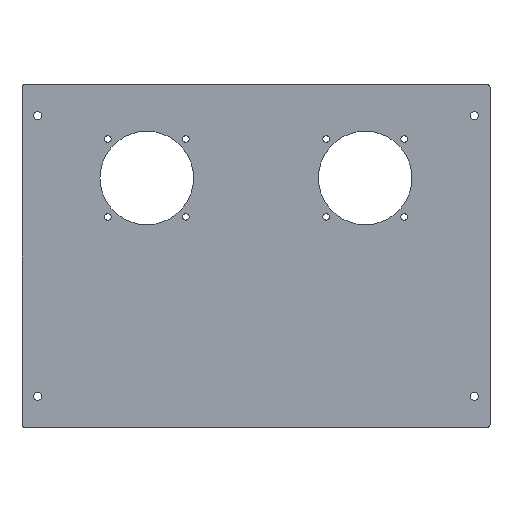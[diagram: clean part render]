
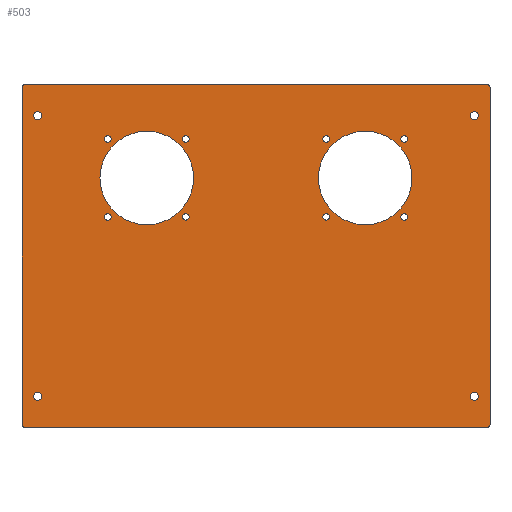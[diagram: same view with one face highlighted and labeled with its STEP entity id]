
A CAD part, top view. The second image highlights one B-rep face of the part: STEP entity #503.
In plain terms, the highlighted planar face has unit normal (0, 0, 1).
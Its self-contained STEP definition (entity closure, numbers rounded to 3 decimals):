
#15=FACE_BOUND('',#96,.T.);
#16=FACE_BOUND('',#97,.T.);
#17=FACE_BOUND('',#98,.T.);
#18=FACE_BOUND('',#99,.T.);
#19=FACE_BOUND('',#100,.T.);
#20=FACE_BOUND('',#101,.T.);
#21=FACE_BOUND('',#102,.T.);
#22=FACE_BOUND('',#103,.T.);
#23=FACE_BOUND('',#104,.T.);
#24=FACE_BOUND('',#105,.T.);
#25=FACE_BOUND('',#106,.T.);
#26=FACE_BOUND('',#107,.T.);
#27=FACE_BOUND('',#108,.T.);
#28=FACE_BOUND('',#109,.T.);
#47=PLANE('',#577);
#71=FACE_OUTER_BOUND('',#95,.T.);
#95=EDGE_LOOP('',(#419,#420,#421,#422,#423,#424,#425,#426));
#96=EDGE_LOOP('',(#427));
#97=EDGE_LOOP('',(#428));
#98=EDGE_LOOP('',(#429));
#99=EDGE_LOOP('',(#430));
#100=EDGE_LOOP('',(#431));
#101=EDGE_LOOP('',(#432));
#102=EDGE_LOOP('',(#433));
#103=EDGE_LOOP('',(#434));
#104=EDGE_LOOP('',(#435));
#105=EDGE_LOOP('',(#436));
#106=EDGE_LOOP('',(#437));
#107=EDGE_LOOP('',(#438));
#108=EDGE_LOOP('',(#439));
#109=EDGE_LOOP('',(#440));
#141=LINE('',#823,#171);
#145=LINE('',#835,#175);
#149=LINE('',#847,#179);
#153=LINE('',#859,#183);
#171=VECTOR('',#683,10.);
#175=VECTOR('',#695,10.);
#179=VECTOR('',#707,10.);
#183=VECTOR('',#719,10.);
#186=CIRCLE('',#521,2.1);
#188=CIRCLE('',#524,2.1);
#190=CIRCLE('',#527,2.1);
#192=CIRCLE('',#530,2.1);
#194=CIRCLE('',#533,2.1);
#196=CIRCLE('',#536,2.1);
#198=CIRCLE('',#539,2.1);
#200=CIRCLE('',#542,2.1);
#202=CIRCLE('',#545,2.6);
#204=CIRCLE('',#548,2.6);
#206=CIRCLE('',#551,2.6);
#208=CIRCLE('',#554,2.6);
#209=CIRCLE('',#556,30.);
#211=CIRCLE('',#559,30.);
#214=CIRCLE('',#564,2.);
#216=CIRCLE('',#568,2.);
#218=CIRCLE('',#572,2.);
#220=CIRCLE('',#576,2.);
#222=VERTEX_POINT('',#735);
#224=VERTEX_POINT('',#741);
#226=VERTEX_POINT('',#747);
#228=VERTEX_POINT('',#753);
#230=VERTEX_POINT('',#759);
#232=VERTEX_POINT('',#765);
#234=VERTEX_POINT('',#771);
#236=VERTEX_POINT('',#777);
#238=VERTEX_POINT('',#783);
#240=VERTEX_POINT('',#789);
#242=VERTEX_POINT('',#795);
#244=VERTEX_POINT('',#801);
#245=VERTEX_POINT('',#805);
#247=VERTEX_POINT('',#811);
#251=VERTEX_POINT('',#820);
#252=VERTEX_POINT('',#822);
#254=VERTEX_POINT('',#828);
#256=VERTEX_POINT('',#834);
#258=VERTEX_POINT('',#840);
#260=VERTEX_POINT('',#846);
#262=VERTEX_POINT('',#852);
#264=VERTEX_POINT('',#858);
#267=EDGE_CURVE('',#222,#222,#186,.T.);
#270=EDGE_CURVE('',#224,#224,#188,.T.);
#273=EDGE_CURVE('',#226,#226,#190,.T.);
#276=EDGE_CURVE('',#228,#228,#192,.T.);
#279=EDGE_CURVE('',#230,#230,#194,.T.);
#282=EDGE_CURVE('',#232,#232,#196,.T.);
#285=EDGE_CURVE('',#234,#234,#198,.T.);
#288=EDGE_CURVE('',#236,#236,#200,.T.);
#291=EDGE_CURVE('',#238,#238,#202,.T.);
#294=EDGE_CURVE('',#240,#240,#204,.T.);
#297=EDGE_CURVE('',#242,#242,#206,.T.);
#300=EDGE_CURVE('',#244,#244,#208,.T.);
#301=EDGE_CURVE('',#245,#245,#209,.T.);
#304=EDGE_CURVE('',#247,#247,#211,.T.);
#309=EDGE_CURVE('',#252,#251,#141,.T.);
#312=EDGE_CURVE('',#254,#252,#214,.T.);
#315=EDGE_CURVE('',#256,#254,#145,.T.);
#318=EDGE_CURVE('',#258,#256,#216,.T.);
#321=EDGE_CURVE('',#260,#258,#149,.T.);
#324=EDGE_CURVE('',#262,#260,#218,.T.);
#327=EDGE_CURVE('',#264,#262,#153,.T.);
#330=EDGE_CURVE('',#251,#264,#220,.T.);
#419=ORIENTED_EDGE('',*,*,#330,.T.);
#420=ORIENTED_EDGE('',*,*,#327,.T.);
#421=ORIENTED_EDGE('',*,*,#324,.T.);
#422=ORIENTED_EDGE('',*,*,#321,.T.);
#423=ORIENTED_EDGE('',*,*,#318,.T.);
#424=ORIENTED_EDGE('',*,*,#315,.T.);
#425=ORIENTED_EDGE('',*,*,#312,.T.);
#426=ORIENTED_EDGE('',*,*,#309,.T.);
#427=ORIENTED_EDGE('',*,*,#267,.T.);
#428=ORIENTED_EDGE('',*,*,#270,.T.);
#429=ORIENTED_EDGE('',*,*,#273,.T.);
#430=ORIENTED_EDGE('',*,*,#276,.T.);
#431=ORIENTED_EDGE('',*,*,#279,.T.);
#432=ORIENTED_EDGE('',*,*,#282,.T.);
#433=ORIENTED_EDGE('',*,*,#285,.T.);
#434=ORIENTED_EDGE('',*,*,#288,.T.);
#435=ORIENTED_EDGE('',*,*,#291,.T.);
#436=ORIENTED_EDGE('',*,*,#294,.T.);
#437=ORIENTED_EDGE('',*,*,#297,.T.);
#438=ORIENTED_EDGE('',*,*,#300,.T.);
#439=ORIENTED_EDGE('',*,*,#304,.T.);
#440=ORIENTED_EDGE('',*,*,#301,.T.);
#503=ADVANCED_FACE('',(#71,#15,#16,#17,#18,#19,#20,#21,#22,#23,#24,#25,
#26,#27,#28),#47,.T.);
#521=AXIS2_PLACEMENT_3D('',#737,#586,#587);
#524=AXIS2_PLACEMENT_3D('',#743,#593,#594);
#527=AXIS2_PLACEMENT_3D('',#749,#600,#601);
#530=AXIS2_PLACEMENT_3D('',#755,#607,#608);
#533=AXIS2_PLACEMENT_3D('',#761,#614,#615);
#536=AXIS2_PLACEMENT_3D('',#767,#621,#622);
#539=AXIS2_PLACEMENT_3D('',#773,#628,#629);
#542=AXIS2_PLACEMENT_3D('',#779,#635,#636);
#545=AXIS2_PLACEMENT_3D('',#785,#642,#643);
#548=AXIS2_PLACEMENT_3D('',#791,#649,#650);
#551=AXIS2_PLACEMENT_3D('',#797,#656,#657);
#554=AXIS2_PLACEMENT_3D('',#803,#663,#664);
#556=AXIS2_PLACEMENT_3D('',#806,#667,#668);
#559=AXIS2_PLACEMENT_3D('',#812,#674,#675);
#564=AXIS2_PLACEMENT_3D('',#829,#689,#690);
#568=AXIS2_PLACEMENT_3D('',#841,#701,#702);
#572=AXIS2_PLACEMENT_3D('',#853,#713,#714);
#576=AXIS2_PLACEMENT_3D('',#863,#725,#726);
#577=AXIS2_PLACEMENT_3D('',#864,#727,#728);
#586=DIRECTION('center_axis',(0.,0.,-1.));
#587=DIRECTION('ref_axis',(-1.,0.,0.));
#593=DIRECTION('center_axis',(0.,0.,-1.));
#594=DIRECTION('ref_axis',(-1.,0.,0.));
#600=DIRECTION('center_axis',(0.,0.,-1.));
#601=DIRECTION('ref_axis',(-1.,0.,0.));
#607=DIRECTION('center_axis',(0.,0.,-1.));
#608=DIRECTION('ref_axis',(-1.,0.,0.));
#614=DIRECTION('center_axis',(0.,0.,-1.));
#615=DIRECTION('ref_axis',(-1.,0.,0.));
#621=DIRECTION('center_axis',(0.,0.,-1.));
#622=DIRECTION('ref_axis',(-1.,0.,0.));
#628=DIRECTION('center_axis',(0.,0.,-1.));
#629=DIRECTION('ref_axis',(-1.,0.,0.));
#635=DIRECTION('center_axis',(0.,0.,-1.));
#636=DIRECTION('ref_axis',(-1.,0.,0.));
#642=DIRECTION('center_axis',(0.,0.,-1.));
#643=DIRECTION('ref_axis',(-1.,0.,0.));
#649=DIRECTION('center_axis',(0.,0.,-1.));
#650=DIRECTION('ref_axis',(-1.,0.,0.));
#656=DIRECTION('center_axis',(0.,0.,-1.));
#657=DIRECTION('ref_axis',(-1.,0.,0.));
#663=DIRECTION('center_axis',(0.,0.,-1.));
#664=DIRECTION('ref_axis',(-1.,0.,0.));
#667=DIRECTION('center_axis',(0.,0.,-1.));
#668=DIRECTION('ref_axis',(1.,0.,0.));
#674=DIRECTION('center_axis',(0.,0.,-1.));
#675=DIRECTION('ref_axis',(1.,0.,0.));
#683=DIRECTION('',(0.,-1.,0.));
#689=DIRECTION('center_axis',(0.,0.,1.));
#690=DIRECTION('ref_axis',(0.,1.,0.));
#695=DIRECTION('',(-1.,0.,0.));
#701=DIRECTION('center_axis',(0.,0.,1.));
#702=DIRECTION('ref_axis',(1.,0.,0.));
#707=DIRECTION('',(0.,1.,0.));
#713=DIRECTION('center_axis',(0.,0.,1.));
#714=DIRECTION('ref_axis',(0.,-1.,0.));
#719=DIRECTION('',(1.,0.,0.));
#725=DIRECTION('center_axis',(0.,0.,1.));
#726=DIRECTION('ref_axis',(-1.,0.,0.));
#727=DIRECTION('center_axis',(0.,0.,1.));
#728=DIRECTION('ref_axis',(1.,0.,0.));
#735=CARTESIAN_POINT('',(100.1,-162.,2.));
#737=CARTESIAN_POINT('Origin',(98.,-162.,2.));
#741=CARTESIAN_POINT('',(50.1,-112.,2.));
#743=CARTESIAN_POINT('Origin',(48.,-112.,2.));
#747=CARTESIAN_POINT('',(-39.9,-161.932,2.));
#749=CARTESIAN_POINT('Origin',(-42.,-161.932,2.));
#753=CARTESIAN_POINT('',(-89.9,-112.,2.));
#755=CARTESIAN_POINT('Origin',(-92.,-112.,2.));
#759=CARTESIAN_POINT('',(-39.9,-112.,2.));
#761=CARTESIAN_POINT('Origin',(-42.,-112.,2.));
#765=CARTESIAN_POINT('',(-89.9,-162.,2.));
#767=CARTESIAN_POINT('Origin',(-92.,-162.,2.));
#771=CARTESIAN_POINT('',(100.1,-112.,2.));
#773=CARTESIAN_POINT('Origin',(98.,-112.,2.));
#777=CARTESIAN_POINT('',(50.1,-161.932,2.));
#779=CARTESIAN_POINT('Origin',(48.,-161.932,2.));
#783=CARTESIAN_POINT('',(-134.4,-97.,2.));
#785=CARTESIAN_POINT('Origin',(-137.,-97.,2.));
#789=CARTESIAN_POINT('',(145.6,-277.,2.));
#791=CARTESIAN_POINT('Origin',(143.,-277.,2.));
#795=CARTESIAN_POINT('',(145.6,-97.,2.));
#797=CARTESIAN_POINT('Origin',(143.,-97.,2.));
#801=CARTESIAN_POINT('',(-134.4,-277.,2.));
#803=CARTESIAN_POINT('Origin',(-137.,-277.,2.));
#805=CARTESIAN_POINT('',(43.,-137.,2.));
#806=CARTESIAN_POINT('Origin',(73.,-137.,2.));
#811=CARTESIAN_POINT('',(-97.,-137.,2.));
#812=CARTESIAN_POINT('Origin',(-67.,-137.,2.));
#820=CARTESIAN_POINT('',(-147.,-295.,2.));
#822=CARTESIAN_POINT('',(-147.,-79.,2.));
#823=CARTESIAN_POINT('',(-147.,-79.,2.));
#828=CARTESIAN_POINT('',(-145.,-77.,2.));
#829=CARTESIAN_POINT('Origin',(-145.,-79.,2.));
#834=CARTESIAN_POINT('',(151.,-77.,2.));
#835=CARTESIAN_POINT('',(151.,-77.,2.));
#840=CARTESIAN_POINT('',(153.,-79.,2.));
#841=CARTESIAN_POINT('Origin',(151.,-79.,2.));
#846=CARTESIAN_POINT('',(153.,-295.,2.));
#847=CARTESIAN_POINT('',(153.,-295.,2.));
#852=CARTESIAN_POINT('',(151.,-297.,2.));
#853=CARTESIAN_POINT('Origin',(151.,-295.,2.));
#858=CARTESIAN_POINT('',(-145.,-297.,2.));
#859=CARTESIAN_POINT('',(-145.,-297.,2.));
#863=CARTESIAN_POINT('Origin',(-145.,-295.,2.));
#864=CARTESIAN_POINT('Origin',(3.,-187.,2.));
